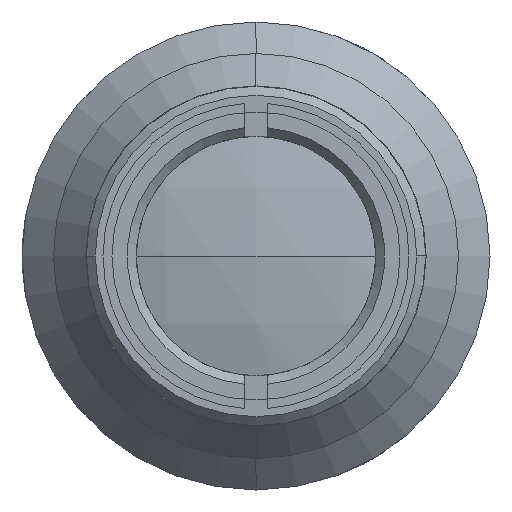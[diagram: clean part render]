
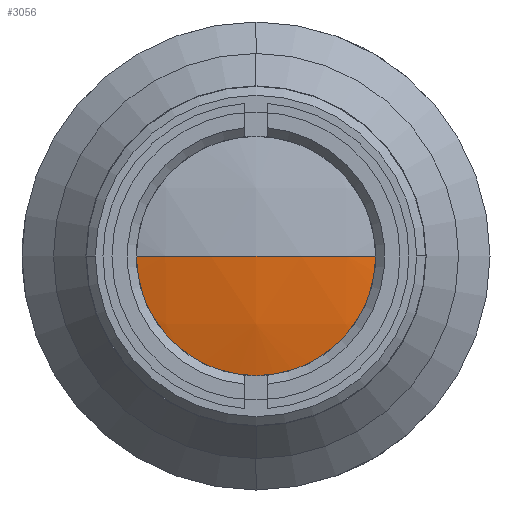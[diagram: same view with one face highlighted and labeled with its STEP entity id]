
A CAD part, left-side view. The second image highlights one B-rep face of the part: STEP entity #3056.
In plain terms, the highlighted spherical face has radius 57.68 mm.
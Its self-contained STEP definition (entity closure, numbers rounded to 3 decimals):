
#16 = VERTEX_POINT ( 'NONE', #1289 ) ;
#116 = DIRECTION ( 'NONE',  ( -1., 0., 0. ) ) ;
#120 = EDGE_CURVE ( 'NONE', #1703, #16, #668, .T. ) ;
#278 = AXIS2_PLACEMENT_3D ( 'NONE', #1834, #1871, #2364 ) ;
#633 = DIRECTION ( 'NONE',  ( 0., 0., 1. ) ) ;
#668 = CIRCLE ( 'NONE', #2551, 57.68 ) ;
#818 = SPHERICAL_SURFACE ( 'NONE', #278, 57.68 ) ;
#941 = CARTESIAN_POINT ( 'NONE',  ( 3.74, 0., 0. ) ) ;
#950 = AXIS2_PLACEMENT_3D ( 'NONE', #941, #3266, #2240 ) ;
#1178 = DIRECTION ( 'NONE',  ( 0., 0., -1. ) ) ;
#1289 = CARTESIAN_POINT ( 'NONE',  ( -53.94, 0., 0. ) ) ;
#1381 = CARTESIAN_POINT ( 'NONE',  ( -51.955, 15., 0. ) ) ;
#1614 = EDGE_LOOP ( 'NONE', ( #3068, #2153, #2499 ) ) ;
#1703 = VERTEX_POINT ( 'NONE', #2040 ) ;
#1755 = CIRCLE ( 'NONE', #2247, 15. ) ;
#1808 = CIRCLE ( 'NONE', #950, 57.68 ) ;
#1834 = CARTESIAN_POINT ( 'NONE',  ( 3.74, 0., 0. ) ) ;
#1871 = DIRECTION ( 'NONE',  ( 0., 0., -1. ) ) ;
#2040 = CARTESIAN_POINT ( 'NONE',  ( -51.955, -15., 0. ) ) ;
#2090 = FACE_OUTER_BOUND ( 'NONE', #1614, .T. ) ;
#2153 = ORIENTED_EDGE ( 'NONE', *, *, #120, .T. ) ;
#2175 = EDGE_CURVE ( 'NONE', #3237, #16, #1808, .T. ) ;
#2211 = DIRECTION ( 'NONE',  ( -1., 0., 0. ) ) ;
#2240 = DIRECTION ( 'NONE',  ( 1., 0., 0. ) ) ;
#2247 = AXIS2_PLACEMENT_3D ( 'NONE', #3205, #116, #633 ) ;
#2364 = DIRECTION ( 'NONE',  ( 0., 1., 0. ) ) ;
#2499 = ORIENTED_EDGE ( 'NONE', *, *, #2175, .F. ) ;
#2551 = AXIS2_PLACEMENT_3D ( 'NONE', #3207, #1178, #2211 ) ;
#2801 = EDGE_CURVE ( 'NONE', #3237, #1703, #1755, .T. ) ;
#3056 = ADVANCED_FACE ( 'NONE', ( #2090 ), #818, .T. ) ;
#3068 = ORIENTED_EDGE ( 'NONE', *, *, #2801, .T. ) ;
#3205 = CARTESIAN_POINT ( 'NONE',  ( -51.955, 0., 0. ) ) ;
#3207 = CARTESIAN_POINT ( 'NONE',  ( 3.74, 0., 0. ) ) ;
#3237 = VERTEX_POINT ( 'NONE', #1381 ) ;
#3266 = DIRECTION ( 'NONE',  ( 0., 0., 1. ) ) ;
